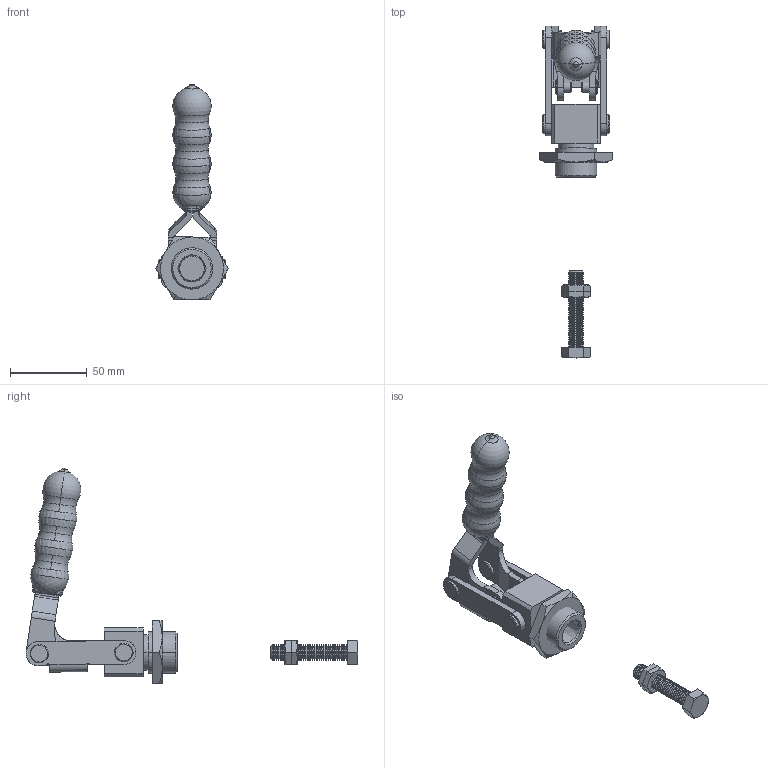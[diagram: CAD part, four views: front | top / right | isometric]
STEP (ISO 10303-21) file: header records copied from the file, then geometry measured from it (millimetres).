
FILE_DESCRIPTION((''),' ');
FILE_NAME('GH-36224.stp',' ',('stephen'),('BIB design'),' ','ACIS 14.0',' ');
FILE_SCHEMA(('automotive_design'));
Length unit declared in the file: inch
Products named in the file (13): Part_519; Part_518; Part_517; Part_516; Part_515; Part_514; Part_30185; Part_30186; Part_1571; Part_1695; Part_5192; Part_24532; Part_27384
Bounding box: 47.34 x 216.39 x 140.74 mm (x, y, z)
Volume: 108197.7 mm3; surface area: 43995.7 mm2
Topology: 13 solids, 13 shells, 549 faces, 1499 edges, 981 vertices
Faces by surface type: revolution 372, plane 89, bspline 46, torus 22, sphere 10, cylinder 10
Entity records: 41533 total; most frequent: CARTESIAN_POINT 10841, PRESENTATION_STYLE_ASSIGNMENT 3514, COLOUR_RGB 3514, STYLED_ITEM 3028, ORIENTED_EDGE 2970, CURVE_STYLE 1971, DIRECTION 1954, EDGE_CURVE 1485
